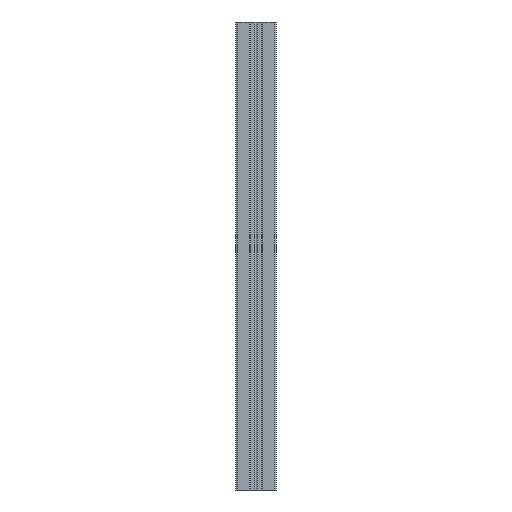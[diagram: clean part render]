
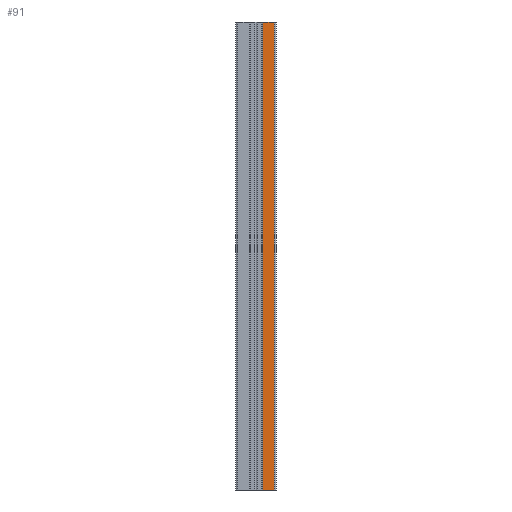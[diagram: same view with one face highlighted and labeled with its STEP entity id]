
A CAD part, left-side view. The second image highlights one B-rep face of the part: STEP entity #91.
In plain terms, the highlighted planar face has unit normal (-1, 0, 0).
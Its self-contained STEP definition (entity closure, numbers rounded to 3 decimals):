
#91 = ADVANCED_FACE( '', ( #180 ), #181, .T. );
#180 = FACE_OUTER_BOUND( '', #326, .T. );
#181 = PLANE( '', #327 );
#326 = EDGE_LOOP( '', ( #552, #553, #554, #555 ) );
#327 = AXIS2_PLACEMENT_3D( '', #556, #557, #558 );
#552 = ORIENTED_EDGE( '', *, *, #1125, .T. );
#553 = ORIENTED_EDGE( '', *, *, #1126, .F. );
#554 = ORIENTED_EDGE( '', *, *, #1127, .F. );
#555 = ORIENTED_EDGE( '', *, *, #1123, .T. );
#556 = CARTESIAN_POINT( '', ( -10., -3.3, 0. ) );
#557 = DIRECTION( '', ( -1., 0., 0. ) );
#558 = DIRECTION( '', ( 0., 1., 0. ) );
#1123 = EDGE_CURVE( '', #1366, #1364, #1367, .T. );
#1125 = EDGE_CURVE( '', #1364, #1369, #1370, .T. );
#1126 = EDGE_CURVE( '', #1371, #1369, #1372, .T. );
#1127 = EDGE_CURVE( '', #1366, #1371, #1373, .T. );
#1364 = VERTEX_POINT( '', #1754 );
#1366 = VERTEX_POINT( '', #1756 );
#1367 = LINE( '', #1757, #1758 );
#1369 = VERTEX_POINT( '', #1760 );
#1370 = LINE( '', #1761, #1762 );
#1371 = VERTEX_POINT( '', #1763 );
#1372 = LINE( '', #1764, #1765 );
#1373 = LINE( '', #1766, #1767 );
#1754 = CARTESIAN_POINT( '', ( -10., -3.3, -230. ) );
#1756 = CARTESIAN_POINT( '', ( -10., -3.3, 0. ) );
#1757 = CARTESIAN_POINT( '', ( -10., -3.3, 0. ) );
#1758 = VECTOR( '', #2229, 1. );
#1760 = CARTESIAN_POINT( '', ( -10., -9., -230. ) );
#1761 = CARTESIAN_POINT( '', ( -10., -3.3, -230. ) );
#1762 = VECTOR( '', #2233, 1. );
#1763 = CARTESIAN_POINT( '', ( -10., -9., 0. ) );
#1764 = CARTESIAN_POINT( '', ( -10., -9., 0. ) );
#1765 = VECTOR( '', #2234, 1. );
#1766 = CARTESIAN_POINT( '', ( -10., -3.3, 0. ) );
#1767 = VECTOR( '', #2235, 1. );
#2229 = DIRECTION( '', ( 0., 0., -1. ) );
#2233 = DIRECTION( '', ( 0., -1., 0. ) );
#2234 = DIRECTION( '', ( 0., 0., -1. ) );
#2235 = DIRECTION( '', ( 0., -1., 0. ) );
